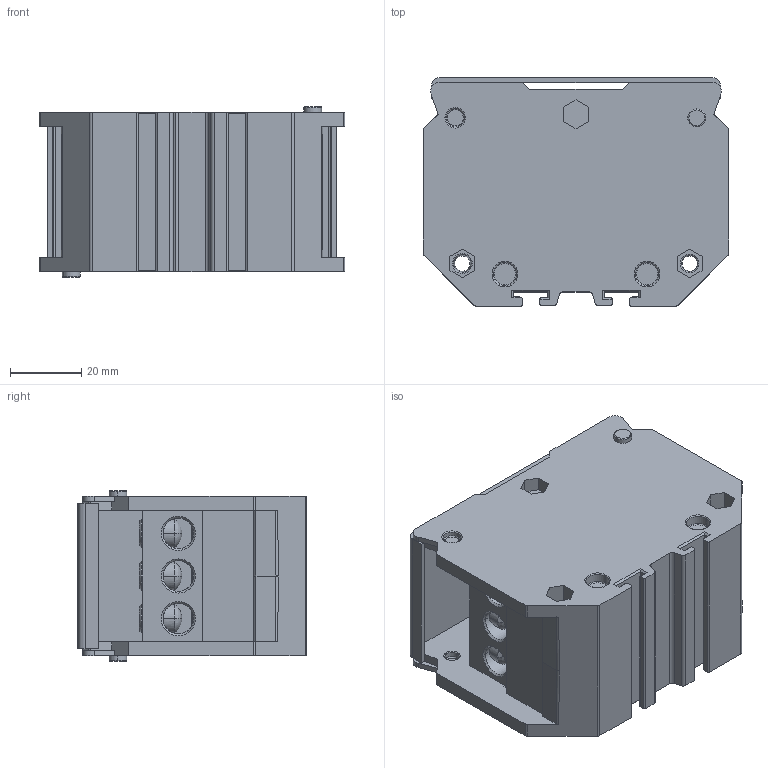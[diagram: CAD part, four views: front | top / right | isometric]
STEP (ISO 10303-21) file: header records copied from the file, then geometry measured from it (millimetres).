
FILE_DESCRIPTION((''),'2;1');
FILE_NAME('5YB574632','2024-04-22T',('Administrator'),(''),'PRO/ENGINEER BY PARAMETRIC TECHNOLOGY CORPORATION, 2013230','PRO/ENGINEER BY PARAMETRIC TECHNOLOGY CORPORATION, 2013230','');
FILE_SCHEMA(('CONFIG_CONTROL_DESIGN'));
Length unit declared in the file: millimetre
Products named in the file (1): 5YB574632
Bounding box: 86 x 64.3 x 48 mm (x, y, z)
Volume: 120484.5 mm3; surface area: 50291.2 mm2
Topology: 1 solids, 4 shells, 557 faces, 1449 edges, 897 vertices
Faces by surface type: plane 308, cylinder 132, torus 64, cone 43, sphere 6, bspline 4
Entity records: 21260 total; most frequent: CARTESIAN_POINT 3767, DIRECTION 2886, ORIENTED_EDGE 2870, EDGE_CURVE 1435, AXIS2_PLACEMENT_3D 979, VECTOR 928, LINE 928, VERTEX_POINT 897
